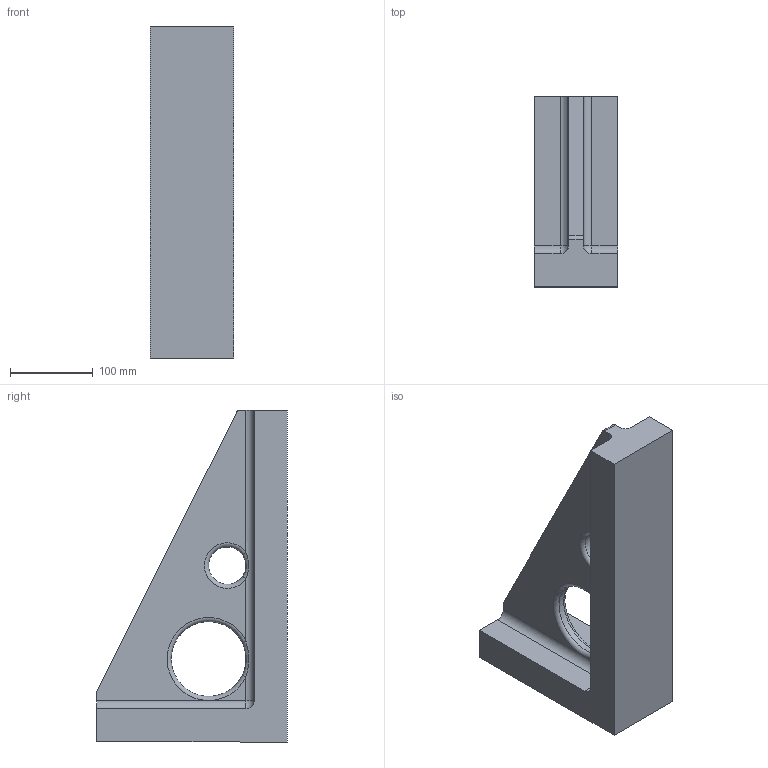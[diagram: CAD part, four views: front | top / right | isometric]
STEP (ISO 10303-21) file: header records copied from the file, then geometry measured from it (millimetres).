
FILE_DESCRIPTION( ( 'Unknown' ), '1' );
FILE_NAME( 'BP23-230100-0400.stp', 'Unknown', ( 'S.C.H' ), ( 'Unknown' ), 'XStep 1.0', 'Unknown', ' ' );
FILE_SCHEMA( ( 'CONFIG_CONTROL_DESIGN' ) );
Length unit declared in the file: millimetre
Products named in the file (1): 1
Bounding box: 100 x 230 x 400 mm (x, y, z)
Volume: 2948361.8 mm3; surface area: 234883.8 mm2
Topology: 1 solids, 1 shells, 35 faces, 93 edges, 54 vertices
Faces by surface type: plane 15, cylinder 10, torus 4, bspline 4, sphere 2
Full cylindrical faces by diameter (mm): 45 x1, 90 x1
Entity records: 2421 total; most frequent: CARTESIAN_POINT 1531, DIRECTION 179, ORIENTED_EDGE 178, EDGE_CURVE 89, AXIS2_PLACEMENT_3D 66, VERTEX_POINT 54, LINE 47, VECTOR 47
